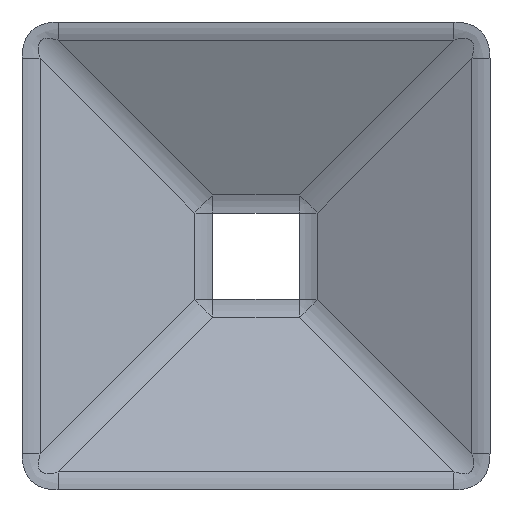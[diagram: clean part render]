
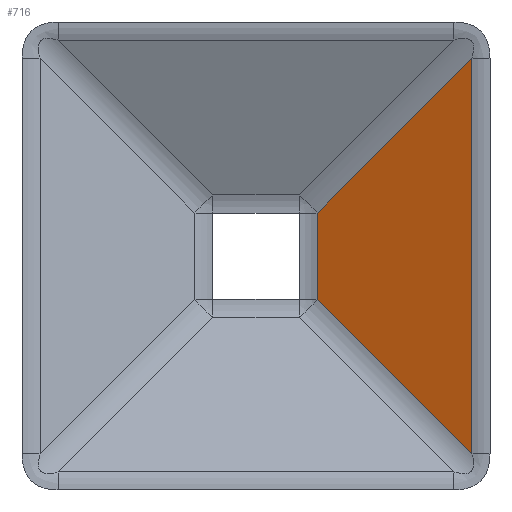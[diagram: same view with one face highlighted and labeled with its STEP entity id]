
A CAD part, top view. The second image highlights one B-rep face of the part: STEP entity #716.
In plain terms, the highlighted planar face has unit normal (0.423, 0, -0.906).
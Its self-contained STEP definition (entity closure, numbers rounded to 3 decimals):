
#9 = DIRECTION ( 'NONE',  ( -0.423, 0., 0.906 ) ) ;
#12 = DIRECTION ( 'NONE',  ( 0.906, 0., 0.423 ) ) ;
#15 = PLANE ( 'NONE',  #500 ) ;
#16 = CARTESIAN_POINT ( 'NONE',  ( 42., -47., 0. ) ) ;
#135 = DIRECTION ( 'NONE',  ( 0., 1., 0. ) ) ;
#136 = CARTESIAN_POINT ( 'NONE',  ( 11.44, -47., -14.25 ) ) ;
#144 = DIRECTION ( 'NONE',  ( 0.672, 0.672, 0.313 ) ) ;
#145 = CARTESIAN_POINT ( 'NONE',  ( 3.388, 0.007, -18.005 ) ) ;
#149 = CARTESIAN_POINT ( 'NONE',  ( 45.78, -42.399, 1.762 ) ) ;
#165 = DIRECTION ( 'NONE',  ( -0.672, 0.672, -0.313 ) ) ;
#194 = ORIENTED_EDGE ( 'NONE', *, *, #587, .T. ) ;
#205 = ORIENTED_EDGE ( 'NONE', *, *, #583, .T. ) ;
#225 = VERTEX_POINT ( 'NONE', #647 ) ;
#231 = VERTEX_POINT ( 'NONE', #641 ) ;
#232 = VERTEX_POINT ( 'NONE', #640 ) ;
#238 = VERTEX_POINT ( 'NONE', #634 ) ;
#302 = EDGE_LOOP ( 'NONE', ( #205, #545, #544, #194 ) ) ;
#338 = LINE ( 'NONE', #662, #340 ) ;
#340 = VECTOR ( 'NONE', #605, 1000. ) ;
#357 = LINE ( 'NONE', #149, #360 ) ;
#359 = LINE ( 'NONE', #145, #362 ) ;
#360 = VECTOR ( 'NONE', #165, 1000. ) ;
#362 = VECTOR ( 'NONE', #144, 1000. ) ;
#366 = LINE ( 'NONE', #136, #369 ) ;
#369 = VECTOR ( 'NONE', #135, 1000. ) ;
#391 = FACE_OUTER_BOUND ( 'NONE', #302, .T. ) ;
#500 = AXIS2_PLACEMENT_3D ( 'NONE', #16, #9, #12 ) ;
#536 = EDGE_CURVE ( 'NONE', #238, #231, #338, .T. ) ;
#544 = ORIENTED_EDGE ( 'NONE', *, *, #582, .T. ) ;
#545 = ORIENTED_EDGE ( 'NONE', *, *, #536, .T. ) ;
#582 = EDGE_CURVE ( 'NONE', #231, #225, #357, .T. ) ;
#583 = EDGE_CURVE ( 'NONE', #232, #238, #359, .T. ) ;
#587 = EDGE_CURVE ( 'NONE', #225, #232, #366, .T. ) ;
#605 = DIRECTION ( 'NONE',  ( 0., -1., 0. ) ) ;
#634 = CARTESIAN_POINT ( 'NONE',  ( 40.393, 37.012, -0.75 ) ) ;
#640 = CARTESIAN_POINT ( 'NONE',  ( 11.44, 8.059, -14.25 ) ) ;
#641 = CARTESIAN_POINT ( 'NONE',  ( 40.393, -37.012, -0.75 ) ) ;
#647 = CARTESIAN_POINT ( 'NONE',  ( 11.44, -8.059, -14.25 ) ) ;
#662 = CARTESIAN_POINT ( 'NONE',  ( 40.393, -47., -0.75 ) ) ;
#716 = ADVANCED_FACE ( 'NONE', ( #391 ), #15, .F. ) ;
